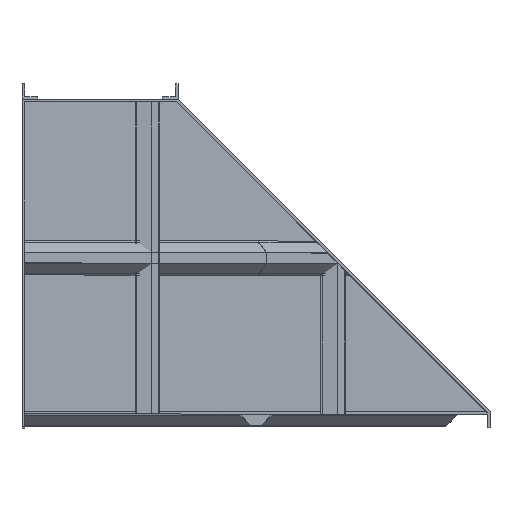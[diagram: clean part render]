
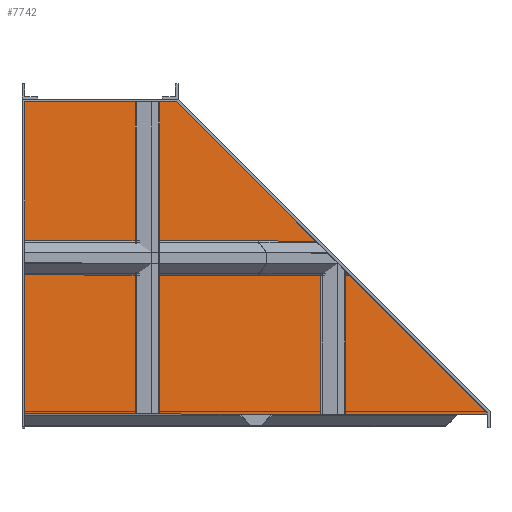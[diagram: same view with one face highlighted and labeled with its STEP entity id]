
A CAD part, top view. The second image highlights one B-rep face of the part: STEP entity #7742.
In plain terms, the highlighted planar face has unit normal (0.707, 0, 0.707).
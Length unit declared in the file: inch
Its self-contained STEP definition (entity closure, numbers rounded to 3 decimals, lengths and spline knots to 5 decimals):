
#72 = VECTOR ( 'NONE', #5938, 39.37008 ) ;
#120 = LINE ( 'NONE', #2758, #6877 ) ;
#196 = VECTOR ( 'NONE', #457, 39.37008 ) ;
#306 = FACE_OUTER_BOUND ( 'NONE', #7361, .T. ) ;
#457 = DIRECTION ( 'NONE',  ( 0.577, -0.577, -0.577 ) ) ;
#498 = VERTEX_POINT ( 'NONE', #3314 ) ;
#750 = CARTESIAN_POINT ( 'NONE',  ( 0.25, 30., 48.10355 ) ) ;
#927 = ORIENTED_EDGE ( 'NONE', *, *, #1019, .T. ) ;
#1019 = EDGE_CURVE ( 'NONE', #3224, #1264, #1446, .T. ) ;
#1183 = VECTOR ( 'NONE', #6459, 39.37008 ) ;
#1264 = VERTEX_POINT ( 'NONE', #2562 ) ;
#1446 = LINE ( 'NONE', #750, #72 ) ;
#2209 = CARTESIAN_POINT ( 'NONE',  ( 44.75, 30., 3.60355 ) ) ;
#2551 = EDGE_CURVE ( 'NONE', #498, #3224, #5167, .T. ) ;
#2562 = CARTESIAN_POINT ( 'NONE',  ( 0.25, -0.25, 48.10355 ) ) ;
#2758 = CARTESIAN_POINT ( 'NONE',  ( 24.17678, -0.25, 24.17678 ) ) ;
#3015 = CARTESIAN_POINT ( 'NONE',  ( 0.25, 29.75, 48.10355 ) ) ;
#3224 = VERTEX_POINT ( 'NONE', #3015 ) ;
#3314 = CARTESIAN_POINT ( 'NONE',  ( 14.89645, 29.75, 33.45711 ) ) ;
#3539 = ORIENTED_EDGE ( 'NONE', *, *, #4858, .T. ) ;
#3747 = CARTESIAN_POINT ( 'NONE',  ( 44.75, -0.25, 3.60355 ) ) ;
#4262 = PLANE ( 'NONE',  #6292 ) ;
#4408 = LINE ( 'NONE', #5534, #196 ) ;
#4516 = CARTESIAN_POINT ( 'NONE',  ( 24.17678, 29.75, 24.17678 ) ) ;
#4564 = VERTEX_POINT ( 'NONE', #6238 ) ;
#4762 = DIRECTION ( 'NONE',  ( 0.707, 0., -0.707 ) ) ;
#4858 = EDGE_CURVE ( 'NONE', #5279, #4564, #6871, .T. ) ;
#5093 = ORIENTED_EDGE ( 'NONE', *, *, #6830, .F. ) ;
#5167 = LINE ( 'NONE', #4516, #1183 ) ;
#5279 = VERTEX_POINT ( 'NONE', #3747 ) ;
#5358 = ORIENTED_EDGE ( 'NONE', *, *, #5793, .F. ) ;
#5534 = CARTESIAN_POINT ( 'NONE',  ( 35., 9.64645, 13.35355 ) ) ;
#5793 = EDGE_CURVE ( 'NONE', #498, #4564, #4408, .T. ) ;
#5938 = DIRECTION ( 'NONE',  ( 0., -1., 0. ) ) ;
#6039 = DIRECTION ( 'NONE',  ( 0.707, 0., 0.707 ) ) ;
#6207 = CARTESIAN_POINT ( 'NONE',  ( 45.17678, 30., 3.17678 ) ) ;
#6238 = CARTESIAN_POINT ( 'NONE',  ( 44.75, -0.10355, 3.60355 ) ) ;
#6292 = AXIS2_PLACEMENT_3D ( 'NONE', #6207, #6039, #4762 ) ;
#6413 = ORIENTED_EDGE ( 'NONE', *, *, #2551, .T. ) ;
#6459 = DIRECTION ( 'NONE',  ( -0.707, 0., 0.707 ) ) ;
#6529 = DIRECTION ( 'NONE',  ( -0.707, 0., 0.707 ) ) ;
#6688 = DIRECTION ( 'NONE',  ( 0., 1., 0. ) ) ;
#6780 = VECTOR ( 'NONE', #6688, 39.37008 ) ;
#6830 = EDGE_CURVE ( 'NONE', #5279, #1264, #120, .T. ) ;
#6871 = LINE ( 'NONE', #2209, #6780 ) ;
#6877 = VECTOR ( 'NONE', #6529, 39.37008 ) ;
#7361 = EDGE_LOOP ( 'NONE', ( #5093, #3539, #5358, #6413, #927 ) ) ;
#7742 = ADVANCED_FACE ( 'NONE', ( #306 ), #4262, .T. ) ;
